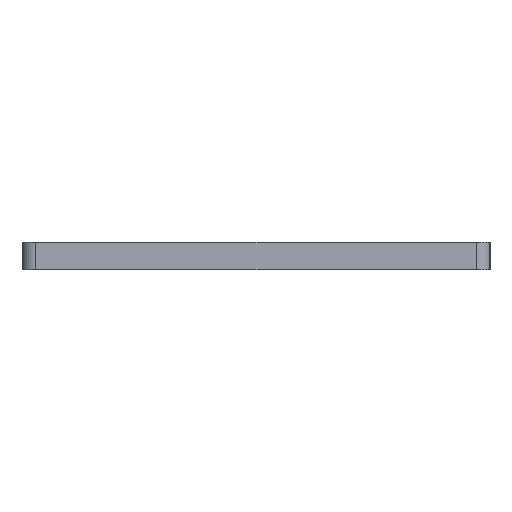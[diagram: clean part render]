
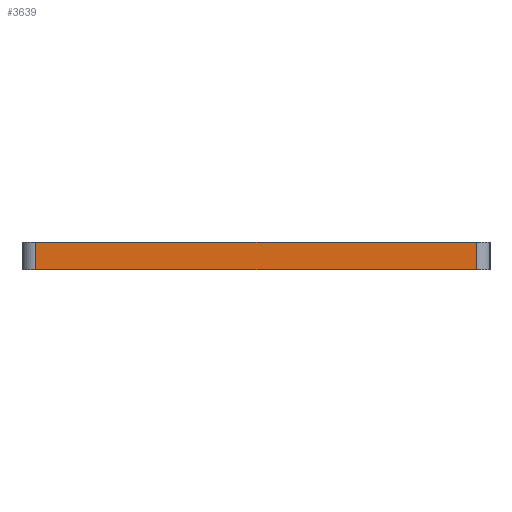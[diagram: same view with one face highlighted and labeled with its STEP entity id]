
A CAD part, left-side view. The second image highlights one B-rep face of the part: STEP entity #3639.
In plain terms, the highlighted planar face has unit normal (-1, 0, 0).
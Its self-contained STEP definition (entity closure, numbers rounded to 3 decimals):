
#73 = PLANE('',#74);
#74 = AXIS2_PLACEMENT_3D('',#75,#76,#77);
#75 = CARTESIAN_POINT('',(209.55,21.59,-2.5));
#76 = DIRECTION('',(0.,0.,1.));
#77 = DIRECTION('',(1.,0.,-0.));
#132 = PLANE('',#133);
#133 = AXIS2_PLACEMENT_3D('',#134,#135,#136);
#134 = CARTESIAN_POINT('',(209.55,21.59,0.));
#135 = DIRECTION('',(0.,0.,1.));
#136 = DIRECTION('',(1.,0.,-0.));
#169 = CYLINDRICAL_SURFACE('',#170,1.27);
#170 = AXIS2_PLACEMENT_3D('',#171,#172,#173);
#171 = CARTESIAN_POINT('',(1.27,41.91,0.));
#172 = DIRECTION('',(-0.,0.,1.));
#173 = DIRECTION('',(1.,0.,-0.));
#306 = VERTEX_POINT('',#307);
#307 = CARTESIAN_POINT('',(0.,41.91,0.));
#333 = EDGE_CURVE('',#334,#306,#336,.T.);
#334 = VERTEX_POINT('',#335);
#335 = CARTESIAN_POINT('',(0.,1.27,0.));
#336 = SURFACE_CURVE('',#337,(#341,#348),.PCURVE_S1.);
#337 = LINE('',#338,#339);
#338 = CARTESIAN_POINT('',(0.,1.27,0.));
#339 = VECTOR('',#340,1.);
#340 = DIRECTION('',(0.,1.,0.));
#341 = PCURVE('',#132,#342);
#342 = DEFINITIONAL_REPRESENTATION('',(#343),#347);
#343 = LINE('',#344,#345);
#344 = CARTESIAN_POINT('',(-209.55,-20.32));
#345 = VECTOR('',#346,1.);
#346 = DIRECTION('',(0.,1.));
#347 = ( GEOMETRIC_REPRESENTATION_CONTEXT(2) 
PARAMETRIC_REPRESENTATION_CONTEXT() REPRESENTATION_CONTEXT('2D SPACE',''
  ) );
#348 = PCURVE('',#349,#354);
#349 = PLANE('',#350);
#350 = AXIS2_PLACEMENT_3D('',#351,#352,#353);
#351 = CARTESIAN_POINT('',(0.,1.27,0.));
#352 = DIRECTION('',(1.,-0.,0.));
#353 = DIRECTION('',(0.,1.,0.));
#354 = DEFINITIONAL_REPRESENTATION('',(#355),#359);
#355 = LINE('',#356,#357);
#356 = CARTESIAN_POINT('',(0.,0.));
#357 = VECTOR('',#358,1.);
#358 = DIRECTION('',(1.,0.));
#359 = ( GEOMETRIC_REPRESENTATION_CONTEXT(2) 
PARAMETRIC_REPRESENTATION_CONTEXT() REPRESENTATION_CONTEXT('2D SPACE',''
  ) );
#382 = CYLINDRICAL_SURFACE('',#383,1.27);
#383 = AXIS2_PLACEMENT_3D('',#384,#385,#386);
#384 = CARTESIAN_POINT('',(1.27,1.27,0.));
#385 = DIRECTION('',(-0.,0.,1.));
#386 = DIRECTION('',(1.,0.,-0.));
#2044 = VERTEX_POINT('',#2045);
#2045 = CARTESIAN_POINT('',(0.,41.91,-2.5));
#2071 = EDGE_CURVE('',#2072,#2044,#2074,.T.);
#2072 = VERTEX_POINT('',#2073);
#2073 = CARTESIAN_POINT('',(0.,1.27,-2.5));
#2074 = SURFACE_CURVE('',#2075,(#2079,#2086),.PCURVE_S1.);
#2075 = LINE('',#2076,#2077);
#2076 = CARTESIAN_POINT('',(0.,1.27,-2.5));
#2077 = VECTOR('',#2078,1.);
#2078 = DIRECTION('',(0.,1.,0.));
#2079 = PCURVE('',#73,#2080);
#2080 = DEFINITIONAL_REPRESENTATION('',(#2081),#2085);
#2081 = LINE('',#2082,#2083);
#2082 = CARTESIAN_POINT('',(-209.55,-20.32));
#2083 = VECTOR('',#2084,1.);
#2084 = DIRECTION('',(0.,1.));
#2085 = ( GEOMETRIC_REPRESENTATION_CONTEXT(2) 
PARAMETRIC_REPRESENTATION_CONTEXT() REPRESENTATION_CONTEXT('2D SPACE',''
  ) );
#2086 = PCURVE('',#349,#2087);
#2087 = DEFINITIONAL_REPRESENTATION('',(#2088),#2092);
#2088 = LINE('',#2089,#2090);
#2089 = CARTESIAN_POINT('',(0.,-2.5));
#2090 = VECTOR('',#2091,1.);
#2091 = DIRECTION('',(1.,0.));
#2092 = ( GEOMETRIC_REPRESENTATION_CONTEXT(2) 
PARAMETRIC_REPRESENTATION_CONTEXT() REPRESENTATION_CONTEXT('2D SPACE',''
  ) );
#3589 = EDGE_CURVE('',#306,#2044,#3590,.T.);
#3590 = SURFACE_CURVE('',#3591,(#3595,#3602),.PCURVE_S1.);
#3591 = LINE('',#3592,#3593);
#3592 = CARTESIAN_POINT('',(0.,41.91,0.));
#3593 = VECTOR('',#3594,1.);
#3594 = DIRECTION('',(0.,0.,-1.));
#3595 = PCURVE('',#169,#3596);
#3596 = DEFINITIONAL_REPRESENTATION('',(#3597),#3601);
#3597 = LINE('',#3598,#3599);
#3598 = CARTESIAN_POINT('',(-3.142,0.));
#3599 = VECTOR('',#3600,1.);
#3600 = DIRECTION('',(-0.,-1.));
#3601 = ( GEOMETRIC_REPRESENTATION_CONTEXT(2) 
PARAMETRIC_REPRESENTATION_CONTEXT() REPRESENTATION_CONTEXT('2D SPACE',''
  ) );
#3602 = PCURVE('',#349,#3603);
#3603 = DEFINITIONAL_REPRESENTATION('',(#3604),#3608);
#3604 = LINE('',#3605,#3606);
#3605 = CARTESIAN_POINT('',(40.64,0.));
#3606 = VECTOR('',#3607,1.);
#3607 = DIRECTION('',(0.,-1.));
#3608 = ( GEOMETRIC_REPRESENTATION_CONTEXT(2) 
PARAMETRIC_REPRESENTATION_CONTEXT() REPRESENTATION_CONTEXT('2D SPACE',''
  ) );
#3639 = ADVANCED_FACE('',(#3640),#349,.F.);
#3640 = FACE_BOUND('',#3641,.F.);
#3641 = EDGE_LOOP('',(#3642,#3663,#3664,#3665));
#3642 = ORIENTED_EDGE('',*,*,#3643,.T.);
#3643 = EDGE_CURVE('',#334,#2072,#3644,.T.);
#3644 = SURFACE_CURVE('',#3645,(#3649,#3656),.PCURVE_S1.);
#3645 = LINE('',#3646,#3647);
#3646 = CARTESIAN_POINT('',(0.,1.27,0.));
#3647 = VECTOR('',#3648,1.);
#3648 = DIRECTION('',(0.,0.,-1.));
#3649 = PCURVE('',#349,#3650);
#3650 = DEFINITIONAL_REPRESENTATION('',(#3651),#3655);
#3651 = LINE('',#3652,#3653);
#3652 = CARTESIAN_POINT('',(0.,0.));
#3653 = VECTOR('',#3654,1.);
#3654 = DIRECTION('',(0.,-1.));
#3655 = ( GEOMETRIC_REPRESENTATION_CONTEXT(2) 
PARAMETRIC_REPRESENTATION_CONTEXT() REPRESENTATION_CONTEXT('2D SPACE',''
  ) );
#3656 = PCURVE('',#382,#3657);
#3657 = DEFINITIONAL_REPRESENTATION('',(#3658),#3662);
#3658 = LINE('',#3659,#3660);
#3659 = CARTESIAN_POINT('',(-3.142,0.));
#3660 = VECTOR('',#3661,1.);
#3661 = DIRECTION('',(-0.,-1.));
#3662 = ( GEOMETRIC_REPRESENTATION_CONTEXT(2) 
PARAMETRIC_REPRESENTATION_CONTEXT() REPRESENTATION_CONTEXT('2D SPACE',''
  ) );
#3663 = ORIENTED_EDGE('',*,*,#2071,.T.);
#3664 = ORIENTED_EDGE('',*,*,#3589,.F.);
#3665 = ORIENTED_EDGE('',*,*,#333,.F.);
